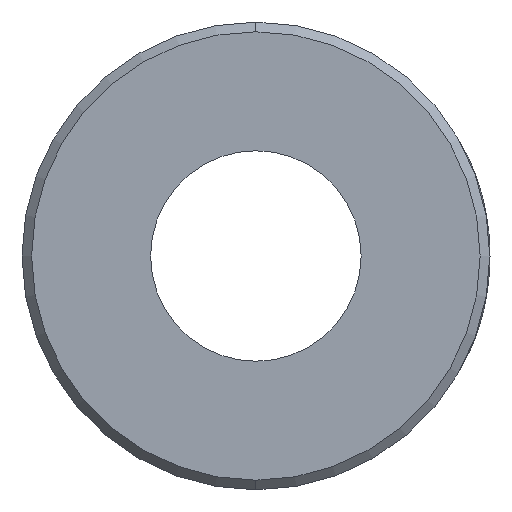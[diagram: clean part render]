
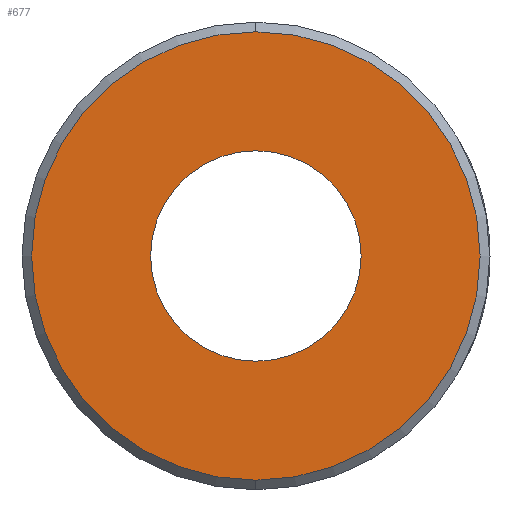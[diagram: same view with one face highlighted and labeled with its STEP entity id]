
A CAD part, front view. The second image highlights one B-rep face of the part: STEP entity #677.
In plain terms, the highlighted planar face has unit normal (0, -1, 0).
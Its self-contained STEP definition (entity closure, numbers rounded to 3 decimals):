
#94 = DIRECTION ( 'NONE',  ( 0., 1., 0. ) ) ;
#113 = DIRECTION ( 'NONE',  ( 0., 0., 1. ) ) ;
#114 = CARTESIAN_POINT ( 'NONE',  ( 0., -6., 0. ) ) ;
#192 = DIRECTION ( 'NONE',  ( 0., -1., 0. ) ) ;
#212 = VERTEX_POINT ( 'NONE', #1131 ) ;
#222 = EDGE_CURVE ( 'NONE', #1965, #1562, #1650, .T. ) ;
#259 = DIRECTION ( 'NONE',  ( 0., 1., 0. ) ) ;
#304 = FACE_BOUND ( 'NONE', #2089, .T. ) ;
#336 = DIRECTION ( 'NONE',  ( 0., 0., 1. ) ) ;
#359 = ORIENTED_EDGE ( 'NONE', *, *, #687, .T. ) ;
#378 = AXIS2_PLACEMENT_3D ( 'NONE', #1979, #259, #113 ) ;
#418 = CIRCLE ( 'NONE', #818, 9.588 ) ;
#531 = CARTESIAN_POINT ( 'NONE',  ( 0., -6., 0. ) ) ;
#545 = EDGE_CURVE ( 'NONE', #1996, #212, #1729, .T. ) ;
#677 = ADVANCED_FACE ( 'NONE', ( #1259, #304 ), #832, .F. ) ;
#687 = EDGE_CURVE ( 'NONE', #1562, #1965, #418, .T. ) ;
#802 = ORIENTED_EDGE ( 'NONE', *, *, #545, .T. ) ;
#818 = AXIS2_PLACEMENT_3D ( 'NONE', #114, #894, #2408 ) ;
#832 = PLANE ( 'NONE',  #1496 ) ;
#894 = DIRECTION ( 'NONE',  ( 0., -1., 0. ) ) ;
#907 = DIRECTION ( 'NONE',  ( 0., 1., 0. ) ) ;
#1064 = DIRECTION ( 'NONE',  ( 0., 0., 1. ) ) ;
#1131 = CARTESIAN_POINT ( 'NONE',  ( 0., -6., 4.5 ) ) ;
#1137 = CIRCLE ( 'NONE', #378, 4.5 ) ;
#1177 = AXIS2_PLACEMENT_3D ( 'NONE', #1807, #94, #1064 ) ;
#1259 = FACE_OUTER_BOUND ( 'NONE', #1365, .T. ) ;
#1304 = CARTESIAN_POINT ( 'NONE',  ( 0., -6., 9.588 ) ) ;
#1365 = EDGE_LOOP ( 'NONE', ( #359, #1396 ) ) ;
#1396 = ORIENTED_EDGE ( 'NONE', *, *, #222, .T. ) ;
#1431 = EDGE_CURVE ( 'NONE', #212, #1996, #1137, .T. ) ;
#1496 = AXIS2_PLACEMENT_3D ( 'NONE', #531, #907, #336 ) ;
#1562 = VERTEX_POINT ( 'NONE', #1304 ) ;
#1650 = CIRCLE ( 'NONE', #2156, 9.588 ) ;
#1729 = CIRCLE ( 'NONE', #1177, 4.5 ) ;
#1807 = CARTESIAN_POINT ( 'NONE',  ( 0., -6., 0. ) ) ;
#1902 = CARTESIAN_POINT ( 'NONE',  ( 0., -6., 0. ) ) ;
#1914 = DIRECTION ( 'NONE',  ( 0., 0., 1. ) ) ;
#1965 = VERTEX_POINT ( 'NONE', #2457 ) ;
#1979 = CARTESIAN_POINT ( 'NONE',  ( 0., -6., 0. ) ) ;
#1996 = VERTEX_POINT ( 'NONE', #2337 ) ;
#2089 = EDGE_LOOP ( 'NONE', ( #2452, #802 ) ) ;
#2156 = AXIS2_PLACEMENT_3D ( 'NONE', #1902, #192, #1914 ) ;
#2337 = CARTESIAN_POINT ( 'NONE',  ( 0., -6., -4.5 ) ) ;
#2408 = DIRECTION ( 'NONE',  ( 0., 0., 1. ) ) ;
#2452 = ORIENTED_EDGE ( 'NONE', *, *, #1431, .T. ) ;
#2457 = CARTESIAN_POINT ( 'NONE',  ( 0., -6., -9.588 ) ) ;
